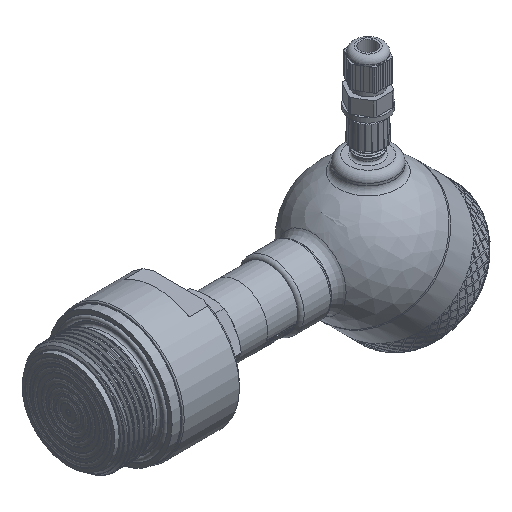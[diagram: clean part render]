
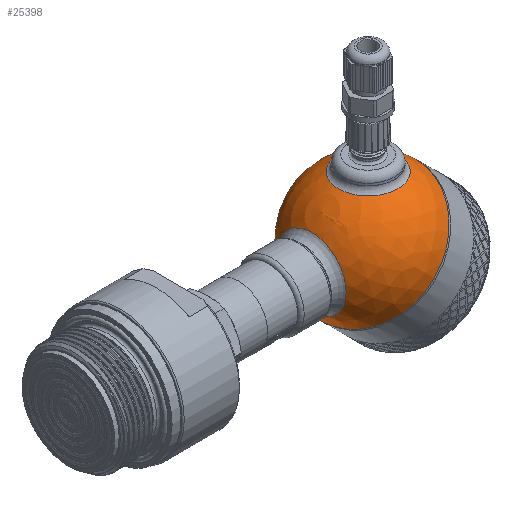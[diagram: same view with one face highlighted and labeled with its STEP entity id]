
A CAD part, isometric view. The second image highlights one B-rep face of the part: STEP entity #25398.
In plain terms, the highlighted spherical face has radius 30 mm.
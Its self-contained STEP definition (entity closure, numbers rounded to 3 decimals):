
#163=SPHERICAL_SURFACE('',#26872,30.);
#219=CIRCLE('',#26869,15.643);
#222=CIRCLE('',#26873,30.);
#223=CIRCLE('',#26874,30.);
#224=CIRCLE('',#26875,30.);
#225=CIRCLE('',#26876,13.5);
#1062=FACE_BOUND('',#5762,.T.);
#1063=FACE_BOUND('',#5763,.T.);
#4102=FACE_OUTER_BOUND('',#5761,.T.);
#5761=EDGE_LOOP('',(#18364,#18365,#18366,#18367));
#5762=EDGE_LOOP('',(#18368));
#5763=EDGE_LOOP('',(#18369));
#10568=VERTEX_POINT('',#39442);
#10570=VERTEX_POINT('',#39448);
#10571=VERTEX_POINT('',#39449);
#10572=VERTEX_POINT('',#39451);
#10573=VERTEX_POINT('',#39454);
#13516=EDGE_CURVE('',#10568,#10568,#219,.T.);
#13519=EDGE_CURVE('',#10570,#10571,#222,.T.);
#13520=EDGE_CURVE('',#10570,#10572,#223,.T.);
#13521=EDGE_CURVE('',#10571,#10570,#224,.T.);
#13522=EDGE_CURVE('',#10573,#10573,#225,.T.);
#18364=ORIENTED_EDGE('',*,*,#13519,.F.);
#18365=ORIENTED_EDGE('',*,*,#13520,.T.);
#18366=ORIENTED_EDGE('',*,*,#13520,.F.);
#18367=ORIENTED_EDGE('',*,*,#13521,.F.);
#18368=ORIENTED_EDGE('',*,*,#13516,.F.);
#18369=ORIENTED_EDGE('',*,*,#13522,.F.);
#25398=ADVANCED_FACE('',(#4102,#1062,#1063),#163,.T.);
#26869=AXIS2_PLACEMENT_3D('',#39443,#28474,#28475);
#26872=AXIS2_PLACEMENT_3D('',#39447,#28480,#28481);
#26873=AXIS2_PLACEMENT_3D('',#39450,#28482,#28483);
#26874=AXIS2_PLACEMENT_3D('',#39452,#28484,#28485);
#26875=AXIS2_PLACEMENT_3D('',#39453,#28486,#28487);
#26876=AXIS2_PLACEMENT_3D('',#39455,#28488,#28489);
#28474=DIRECTION('center_axis',(-0.707,0.,0.707));
#28475=DIRECTION('ref_axis',(0.707,0.,0.707));
#28480=DIRECTION('center_axis',(1.,0.,0.));
#28481=DIRECTION('ref_axis',(0.,-1.,0.));
#28482=DIRECTION('center_axis',(1.,0.,0.));
#28483=DIRECTION('ref_axis',(0.,1.,0.));
#28484=DIRECTION('center_axis',(0.,0.,1.));
#28485=DIRECTION('ref_axis',(0.,1.,0.));
#28486=DIRECTION('center_axis',(1.,0.,0.));
#28487=DIRECTION('ref_axis',(0.,1.,0.));
#28488=DIRECTION('center_axis',(-0.707,0.,-0.707));
#28489=DIRECTION('ref_axis',(-0.707,0.,0.707));
#39442=CARTESIAN_POINT('',(-29.162,0.,7.04));
#39443=CARTESIAN_POINT('Origin',(-18.101,0.,18.101));
#39447=CARTESIAN_POINT('Origin',(0.,0.,0.));
#39448=CARTESIAN_POINT('',(0.,30.,0.));
#39449=CARTESIAN_POINT('',(0.,-30.,0.));
#39450=CARTESIAN_POINT('Origin',(0.,0.,0.));
#39451=CARTESIAN_POINT('',(-30.,0.,0.));
#39452=CARTESIAN_POINT('Origin',(0.,0.,0.));
#39453=CARTESIAN_POINT('Origin',(0.,0.,0.));
#39454=CARTESIAN_POINT('',(-9.398,0.,-28.49));
#39455=CARTESIAN_POINT('Origin',(-18.944,0.,-18.944));
